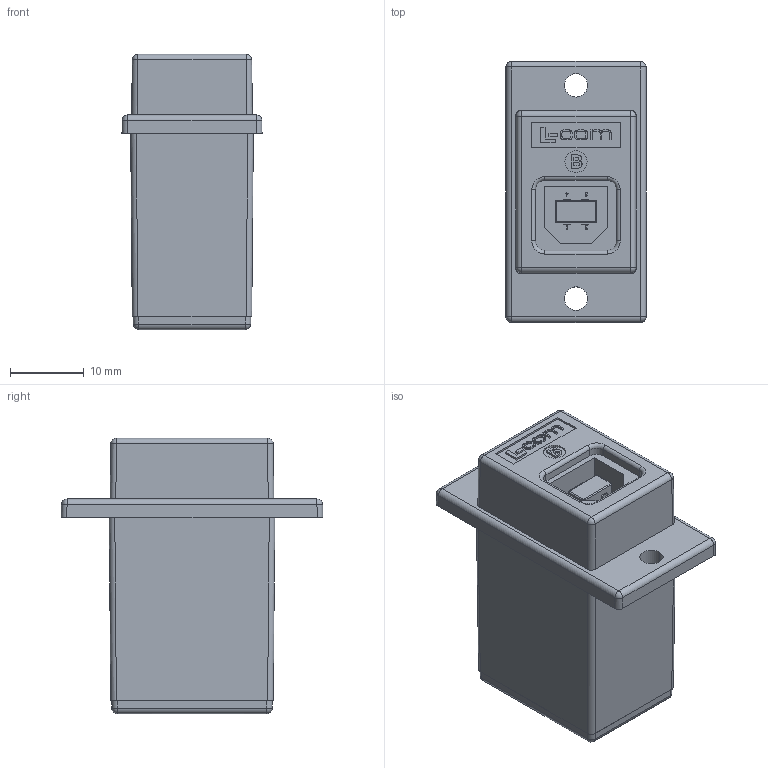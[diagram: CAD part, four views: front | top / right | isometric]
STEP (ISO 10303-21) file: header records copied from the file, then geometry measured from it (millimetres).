
FILE_DESCRIPTION (( 'STEP AP214' ), '1' );
FILE_NAME ('ECF504B-UBA.STEP', '2012-10-24T18:52:54', ( 'x' ), ( '' ), 'SwSTEP 2.0', 'SolidWorks 2012', '' );
FILE_SCHEMA (( 'AUTOMOTIVE_DESIGN' ));
Length unit declared in the file: inch
Products named in the file (7): 1AG01-021_new logo; 1AG01-022_new logo; 3AC11-009; 1BC01-014; 1AA05-033_with pin numbers; 1AA05-019-SUZHOU___; ECF504B-UBA
Assembly tree (6 placements, depth 3):
  ECF504B-UBA
    3AC11-009
      1AA05-019-SUZHOU___
      1AA05-033_with pin numbers
      1BC01-014
    1AG01-022_new logo
    1AG01-021_new logo
Bounding box: 19.05 x 35.56 x 37.47 mm (x, y, z)
Volume: 8677.9 mm3; surface area: 11695.5 mm2
Topology: 9 solids, 9 shells, 1591 faces, 4341 edges, 2842 vertices
Faces by surface type: plane 1011, cylinder 278, bspline 256, torus 24, sphere 16, cone 6
Entity records: 61064 total; most frequent: CARTESIAN_POINT 20111, ORIENTED_EDGE 8670, DIRECTION 6875, EDGE_CURVE 4335, LINE 3189, VECTOR 3189, VERTEX_POINT 2842, AXIS2_PLACEMENT_3D 1843
